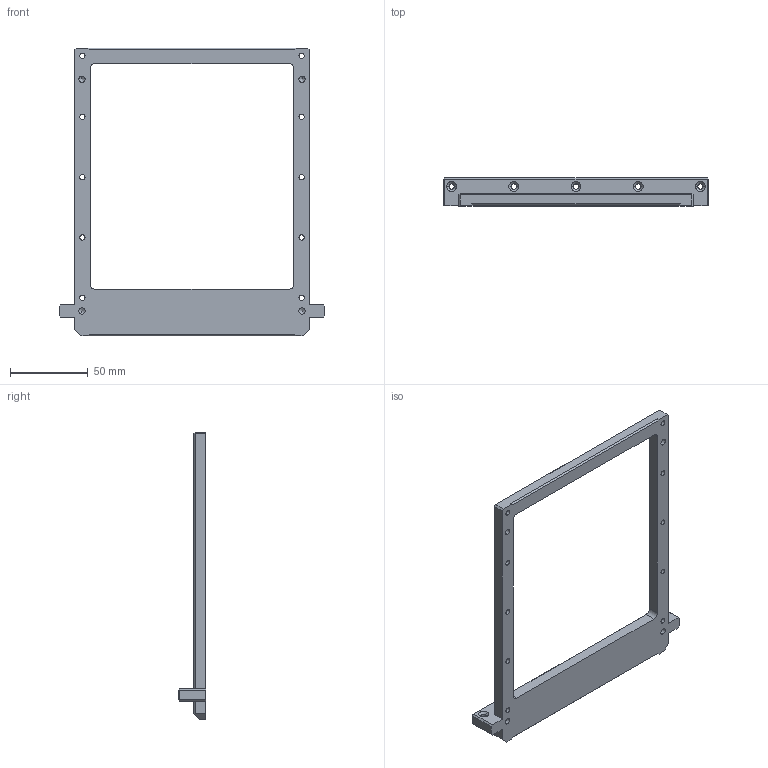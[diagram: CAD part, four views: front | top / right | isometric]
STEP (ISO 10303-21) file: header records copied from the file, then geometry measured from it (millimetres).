
FILE_DESCRIPTION (( 'STEP AP214' ), '1' );
FILE_NAME ('Frame_P1.STEP', '2025-07-31T14:38:55', ( '' ), ( '' ), 'SwSTEP 2.0', 'SolidWorks 2025', '' );
FILE_SCHEMA (( 'AUTOMOTIVE_DESIGN' ));
Length unit declared in the file: millimetre
Products named in the file (1): Frame_P1
Bounding box: 171 x 18 x 185 mm (x, y, z)
Volume: 82745.4 mm3; surface area: 31639.6 mm2
Topology: 1 solids, 1 shells, 136 faces, 338 edges, 200 vertices
Faces by surface type: plane 52, cylinder 42, cone 42
Entity records: 4019 total; most frequent: DIRECTION 722, CARTESIAN_POINT 667, ORIENTED_EDGE 660, EDGE_CURVE 330, AXIS2_PLACEMENT_3D 255, VECTOR 212, LINE 212, VERTEX_POINT 200
